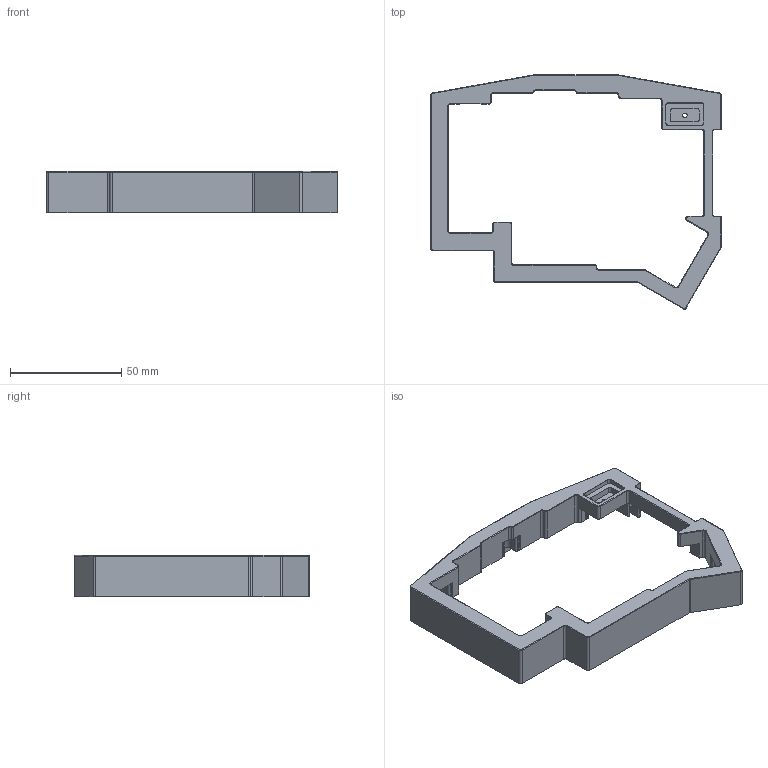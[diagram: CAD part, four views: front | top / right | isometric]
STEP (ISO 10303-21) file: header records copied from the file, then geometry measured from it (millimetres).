
FILE_DESCRIPTION(/* description */ (''),/* implementation_level */ '2;1');
FILE_NAME(/* name */ 'IO_sakura.step',/* time_stamp */ '2021-06-30T18:48:52-07:00',/* author */ (''),/* organization */ (''),/* preprocessor_version */ 'ST-DEVELOPER v18.1',/* originating_system */ 'Autodesk Translation Framework v10.9.0.1377',/* authorisation */ '');
FILE_SCHEMA (('AUTOMOTIVE_DESIGN { 1 0 10303 214 3 1 1 }'));
Length unit declared in the file: millimetre
Products named in the file (1): IO_sakura
Bounding box: 131 x 105.44 x 18.5 mm (x, y, z)
Volume: 44424.1 mm3; surface area: 22549.5 mm2
Topology: 1 solids, 1 shells, 319 faces, 829 edges, 525 vertices
Faces by surface type: cylinder 164, plane 113, torus 42
Full cylindrical faces by diameter (mm): 2 x1, 2.4 x8, 2.5 x4
Entity records: 9852 total; most frequent: DIRECTION 1841, CARTESIAN_POINT 1674, ORIENTED_EDGE 1658, EDGE_CURVE 829, AXIS2_PLACEMENT_3D 692, VERTEX_POINT 525, LINE 457, VECTOR 457
